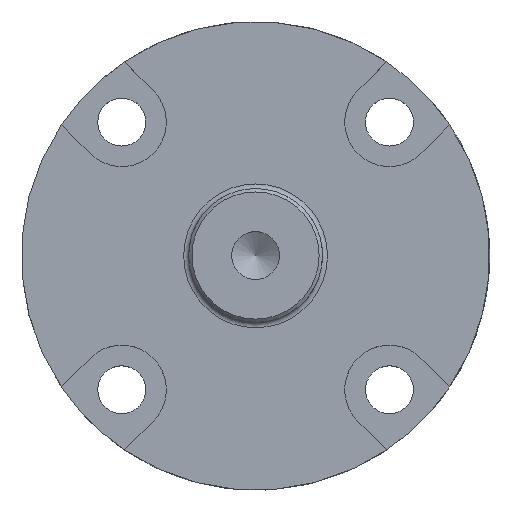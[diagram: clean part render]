
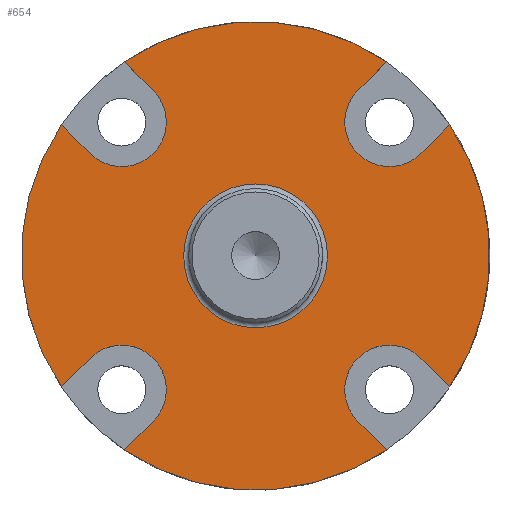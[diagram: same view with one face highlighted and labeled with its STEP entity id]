
A CAD part, top view. The second image highlights one B-rep face of the part: STEP entity #654.
In plain terms, the highlighted planar face has unit normal (0, 0, 1).
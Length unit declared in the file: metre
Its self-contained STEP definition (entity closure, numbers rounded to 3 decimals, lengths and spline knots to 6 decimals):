
#59=CIRCLE('',#724,0.004);
#60=CIRCLE('',#728,0.004);
#61=CIRCLE('',#732,0.004);
#62=CIRCLE('',#735,0.021);
#63=CIRCLE('',#736,0.021);
#64=CIRCLE('',#737,0.021);
#65=CIRCLE('',#738,0.021);
#66=CIRCLE('',#741,0.004);
#67=CIRCLE('',#744,0.00645);
#206=ORIENTED_EDGE('',*,*,#313,.T.);
#207=ORIENTED_EDGE('',*,*,#312,.F.);
#208=ORIENTED_EDGE('',*,*,#310,.T.);
#209=ORIENTED_EDGE('',*,*,#308,.T.);
#210=ORIENTED_EDGE('',*,*,#307,.T.);
#211=ORIENTED_EDGE('',*,*,#300,.F.);
#212=ORIENTED_EDGE('',*,*,#298,.T.);
#213=ORIENTED_EDGE('',*,*,#296,.T.);
#214=ORIENTED_EDGE('',*,*,#306,.T.);
#215=ORIENTED_EDGE('',*,*,#293,.F.);
#216=ORIENTED_EDGE('',*,*,#291,.T.);
#217=ORIENTED_EDGE('',*,*,#289,.T.);
#218=ORIENTED_EDGE('',*,*,#305,.T.);
#219=ORIENTED_EDGE('',*,*,#286,.F.);
#220=ORIENTED_EDGE('',*,*,#284,.T.);
#221=ORIENTED_EDGE('',*,*,#282,.T.);
#222=ORIENTED_EDGE('',*,*,#304,.T.);
#282=EDGE_CURVE('',#361,#360,#400,.T.);
#284=EDGE_CURVE('',#362,#361,#59,.T.);
#286=EDGE_CURVE('',#362,#363,#403,.T.);
#289=EDGE_CURVE('',#365,#364,#406,.T.);
#291=EDGE_CURVE('',#366,#365,#60,.T.);
#293=EDGE_CURVE('',#366,#367,#409,.T.);
#296=EDGE_CURVE('',#369,#368,#412,.T.);
#298=EDGE_CURVE('',#370,#369,#61,.T.);
#300=EDGE_CURVE('',#370,#371,#415,.T.);
#304=EDGE_CURVE('',#360,#373,#62,.T.);
#305=EDGE_CURVE('',#364,#363,#63,.T.);
#306=EDGE_CURVE('',#368,#367,#64,.T.);
#307=EDGE_CURVE('',#372,#371,#65,.T.);
#308=EDGE_CURVE('',#374,#372,#419,.T.);
#310=EDGE_CURVE('',#375,#374,#66,.T.);
#312=EDGE_CURVE('',#375,#373,#422,.T.);
#313=EDGE_CURVE('',#376,#376,#67,.F.);
#360=VERTEX_POINT('',#1072);
#361=VERTEX_POINT('',#1074);
#362=VERTEX_POINT('',#1078);
#363=VERTEX_POINT('',#1082);
#364=VERTEX_POINT('',#1086);
#365=VERTEX_POINT('',#1088);
#366=VERTEX_POINT('',#1092);
#367=VERTEX_POINT('',#1096);
#368=VERTEX_POINT('',#1100);
#369=VERTEX_POINT('',#1102);
#370=VERTEX_POINT('',#1106);
#371=VERTEX_POINT('',#1110);
#372=VERTEX_POINT('',#1114);
#373=VERTEX_POINT('',#1116);
#374=VERTEX_POINT('',#1123);
#375=VERTEX_POINT('',#1127);
#376=VERTEX_POINT('',#1133);
#400=LINE('',#1073,#440);
#403=LINE('',#1081,#443);
#406=LINE('',#1087,#446);
#409=LINE('',#1095,#449);
#412=LINE('',#1101,#452);
#415=LINE('',#1109,#455);
#419=LINE('',#1122,#459);
#422=LINE('',#1130,#462);
#440=VECTOR('',#872,1.);
#443=VECTOR('',#881,1.);
#446=VECTOR('',#886,1.);
#449=VECTOR('',#895,1.);
#452=VECTOR('',#900,1.);
#455=VECTOR('',#909,1.);
#459=VECTOR('',#925,1.);
#462=VECTOR('',#934,1.);
#514=EDGE_LOOP('',(#206));
#515=EDGE_LOOP('',(#207,#208,#209,#210,#211,#212,#213,#214,#215,#216,#217,
#218,#219,#220,#221,#222));
#583=FACE_BOUND('',#514,.T.);
#584=FACE_BOUND('',#515,.T.);
#618=PLANE('',#743);
#654=ADVANCED_FACE('',(#583,#584),#618,.T.);
#724=AXIS2_PLACEMENT_3D('',#1077,#876,#877);
#728=AXIS2_PLACEMENT_3D('',#1091,#890,#891);
#732=AXIS2_PLACEMENT_3D('',#1105,#904,#905);
#735=AXIS2_PLACEMENT_3D('',#1117,#915,#916);
#736=AXIS2_PLACEMENT_3D('',#1118,#917,#918);
#737=AXIS2_PLACEMENT_3D('',#1119,#919,#920);
#738=AXIS2_PLACEMENT_3D('',#1120,#921,#922);
#741=AXIS2_PLACEMENT_3D('',#1126,#929,#930);
#743=AXIS2_PLACEMENT_3D('',#1131,#935,#936);
#744=AXIS2_PLACEMENT_3D('',#1132,#937,#938);
#872=DIRECTION('',(0.707,-0.707,0.));
#876=DIRECTION('',(0.,0.,-1.));
#877=DIRECTION('',(-1.,0.,0.));
#881=DIRECTION('',(0.707,-0.707,0.));
#886=DIRECTION('',(-0.707,-0.707,0.));
#890=DIRECTION('',(0.,0.,-1.));
#891=DIRECTION('',(-1.,0.,0.));
#895=DIRECTION('',(-0.707,-0.707,0.));
#900=DIRECTION('',(-0.707,0.707,0.));
#904=DIRECTION('',(0.,0.,-1.));
#905=DIRECTION('',(-1.,0.,0.));
#909=DIRECTION('',(-0.707,0.707,0.));
#915=DIRECTION('',(0.,0.,1.));
#916=DIRECTION('',(1.,0.,0.));
#917=DIRECTION('',(0.,0.,1.));
#918=DIRECTION('',(1.,0.,0.));
#919=DIRECTION('',(0.,0.,1.));
#920=DIRECTION('',(1.,0.,0.));
#921=DIRECTION('',(0.,0.,1.));
#922=DIRECTION('',(1.,0.,0.));
#925=DIRECTION('',(0.707,0.707,0.));
#929=DIRECTION('',(0.,0.,-1.));
#930=DIRECTION('',(-1.,0.,0.));
#934=DIRECTION('',(0.707,0.707,0.));
#935=DIRECTION('',(0.,0.,1.));
#936=DIRECTION('',(1.,0.,0.));
#937=DIRECTION('',(0.,0.,1.));
#938=DIRECTION('',(1.,0.,0.));
#1072=CARTESIAN_POINT('',(0.017406,-0.011749,0.007));
#1073=CARTESIAN_POINT('',(0.016117,-0.01046,0.007));
#1074=CARTESIAN_POINT('',(0.014828,-0.009172,0.007));
#1077=CARTESIAN_POINT('',(0.012,-0.012,0.007));
#1078=CARTESIAN_POINT('',(0.009172,-0.014828,0.007));
#1081=CARTESIAN_POINT('',(0.01046,-0.016117,0.007));
#1082=CARTESIAN_POINT('',(0.011749,-0.017406,0.007));
#1086=CARTESIAN_POINT('',(-0.011749,-0.017406,0.007));
#1087=CARTESIAN_POINT('',(-0.01046,-0.016117,0.007));
#1088=CARTESIAN_POINT('',(-0.009172,-0.014828,0.007));
#1091=CARTESIAN_POINT('',(-0.012,-0.012,0.007));
#1092=CARTESIAN_POINT('',(-0.014828,-0.009172,0.007));
#1095=CARTESIAN_POINT('',(-0.016117,-0.01046,0.007));
#1096=CARTESIAN_POINT('',(-0.017406,-0.011749,0.007));
#1100=CARTESIAN_POINT('',(-0.017406,0.011749,0.007));
#1101=CARTESIAN_POINT('',(-0.016117,0.01046,0.007));
#1102=CARTESIAN_POINT('',(-0.014828,0.009172,0.007));
#1105=CARTESIAN_POINT('',(-0.012,0.012,0.007));
#1106=CARTESIAN_POINT('',(-0.009172,0.014828,0.007));
#1109=CARTESIAN_POINT('',(-0.01046,0.016117,0.007));
#1110=CARTESIAN_POINT('',(-0.011749,0.017406,0.007));
#1114=CARTESIAN_POINT('',(0.011749,0.017406,0.007));
#1116=CARTESIAN_POINT('',(0.017406,0.011749,0.007));
#1117=CARTESIAN_POINT('',(0.,0.,0.007));
#1118=CARTESIAN_POINT('',(0.,0.,0.007));
#1119=CARTESIAN_POINT('',(0.,0.,0.007));
#1120=CARTESIAN_POINT('',(0.,0.,0.007));
#1122=CARTESIAN_POINT('',(0.01046,0.016117,0.007));
#1123=CARTESIAN_POINT('',(0.009172,0.014828,0.007));
#1126=CARTESIAN_POINT('',(0.012,0.012,0.007));
#1127=CARTESIAN_POINT('',(0.014828,0.009172,0.007));
#1130=CARTESIAN_POINT('',(0.016117,0.01046,0.007));
#1131=CARTESIAN_POINT('',(0.,0.,0.007));
#1132=CARTESIAN_POINT('',(0.,0.,0.007));
#1133=CARTESIAN_POINT('',(0.00645,0.,0.007));
